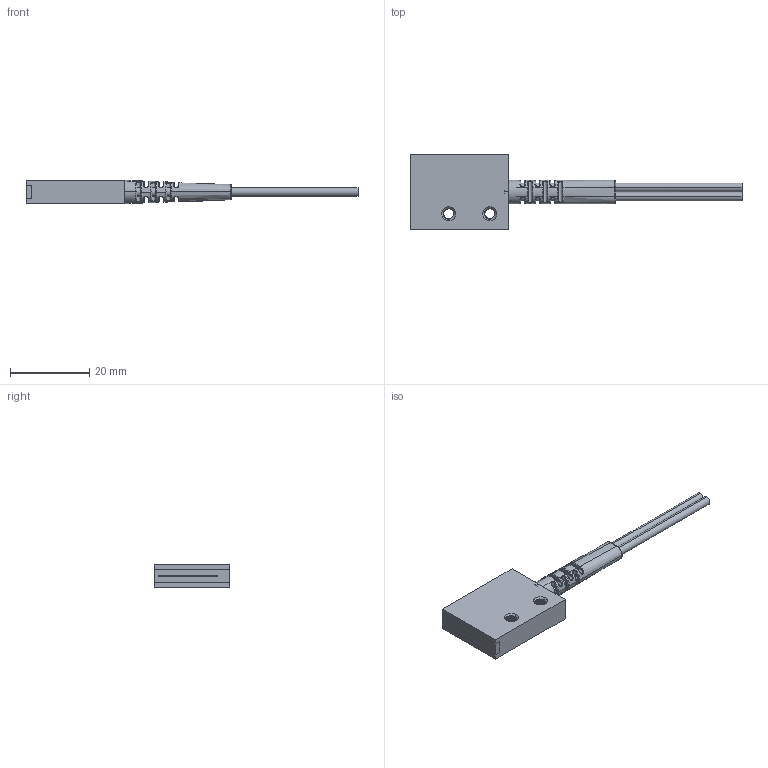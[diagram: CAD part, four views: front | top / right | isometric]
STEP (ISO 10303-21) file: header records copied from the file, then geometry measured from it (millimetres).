
FILE_DESCRIPTION((''),'2;1');
FILE_NAME('PR20ML_ASM','2021-07-03T13:31:14',('Administrator'),(''),'CREO PARAMETRIC BY PTC INC, 2018400','CREO PARAMETRIC BY PTC INC, 2018400','');
FILE_SCHEMA(('CONFIG_CONTROL_DESIGN'));
Length unit declared in the file: millimetre
Products named in the file (1): PR20ML_ASM
Bounding box: 84 x 19 x 6 mm (x, y, z)
Surface area: 3072.3 mm2 (no closed solid volume)
Topology: 0 solids, 3 shells, 393 faces, 1026 edges, 648 vertices
Faces by surface type: bspline 148, cylinder 138, plane 53, extrusion 46, cone 8
Entity records: 25869 total; most frequent: CARTESIAN_POINT 17349, ORIENTED_EDGE 2052, DIRECTION 1257, EDGE_CURVE 1026, VERTEX_POINT 648, B_SPLINE_CURVE_WITH_KNOTS 537, AXIS2_PLACEMENT_3D 476, EDGE_LOOP 472
